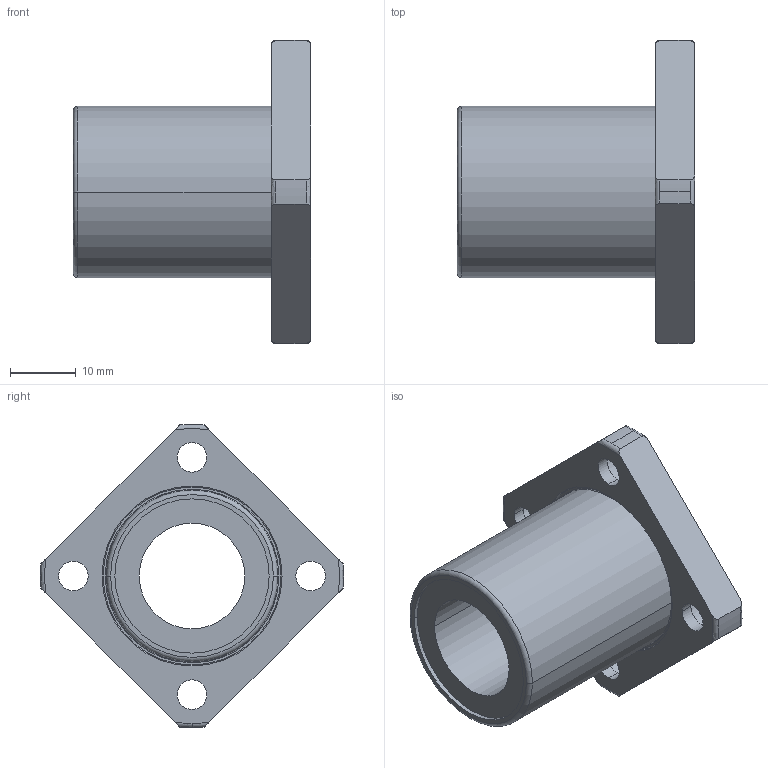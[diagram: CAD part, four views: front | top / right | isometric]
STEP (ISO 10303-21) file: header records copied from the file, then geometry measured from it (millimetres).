
FILE_DESCRIPTION (( 'STEP AP214' ), '1' );
FILE_NAME ('BallBearing_31DCAA69EA.step', '2021-12-13T15:13:36', ( '' ), ( '' ), 'SwSTEP 2.0', 'SolidWorks 2019', '' );
FILE_SCHEMA (( 'AUTOMOTIVE_DESIGN' ));
Length unit declared in the file: inch
Products named in the file (3): rEXRDijaye_CADModel_0; BallBearing_31DCAA69EA
Assembly tree (1 placements, depth 2):
  BallBearing_31DCAA69EA
    rEXRDijaye_CADModel_0
  rEXRDijaye_CADModel_0
Bounding box: 36 x 45.99 x 46 mm (x, y, z)
Volume: 14676.5 mm3; surface area: 7573.5 mm2
Topology: 1 solids, 1 shells, 61 faces, 149 edges, 98 vertices
Faces by surface type: cylinder 31, torus 16, plane 14
Entity records: 2839 total; most frequent: CARTESIAN_POINT 441, DIRECTION 355, ORIENTED_EDGE 298, AXIS2_PLACEMENT_3D 156, EDGE_CURVE 149, VERTEX_POINT 98, CIRCLE 90, EDGE_LOOP 79
